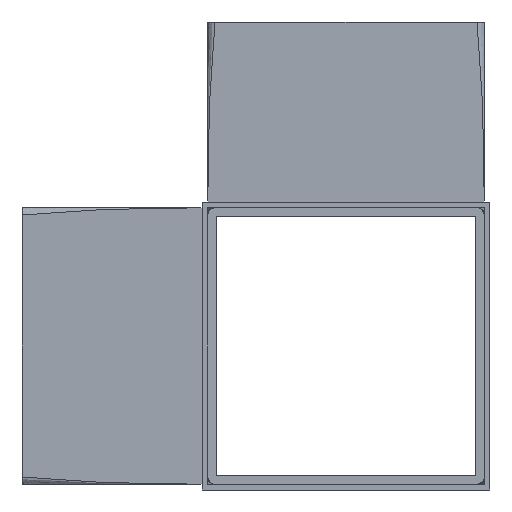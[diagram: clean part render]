
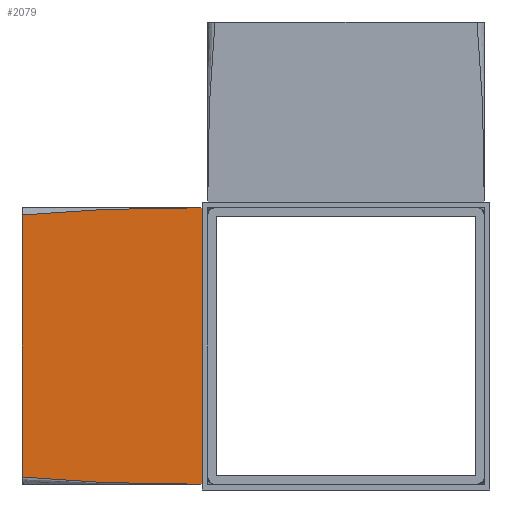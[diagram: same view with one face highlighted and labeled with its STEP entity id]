
A CAD part, left-side view. The second image highlights one B-rep face of the part: STEP entity #2079.
In plain terms, the highlighted planar face has unit normal (-1, 0, 0).
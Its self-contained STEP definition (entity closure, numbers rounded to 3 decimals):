
#2 = EDGE_LOOP ( 'NONE', ( #1740, #1797, #96, #1720 ) ) ;
#13 = EDGE_CURVE ( 'NONE', #153, #1827, #1919, .T. ) ;
#96 = ORIENTED_EDGE ( 'NONE', *, *, #381, .T. ) ;
#153 = VERTEX_POINT ( 'NONE', #2024 ) ;
#223 = PLANE ( 'NONE',  #1630 ) ;
#240 = CARTESIAN_POINT ( 'NONE',  ( -19.2, 52.5, -19. ) ) ;
#374 = B_SPLINE_CURVE_WITH_KNOTS ( 'NONE', 3,
 ( #1416, #1736, #1409, #240, #1391, #2072, #1231 ),
 .UNSPECIFIED., .F., .F.,
 ( 4, 3, 4 ),
 ( 0., 0.013, 0.025 ),
 .UNSPECIFIED. ) ;
#381 = EDGE_CURVE ( 'NONE', #1988, #153, #1031, .T. ) ;
#386 = VECTOR ( 'NONE', #1679, 1000. ) ;
#457 = VECTOR ( 'NONE', #1671, 1000. ) ;
#555 = CARTESIAN_POINT ( 'NONE',  ( -19.2, 40., 19.2 ) ) ;
#742 = CARTESIAN_POINT ( 'NONE',  ( -19.2, 65., -18.2 ) ) ;
#820 = CARTESIAN_POINT ( 'NONE',  ( -19.2, 65., 18.2 ) ) ;
#863 = CARTESIAN_POINT ( 'NONE',  ( -19.2, 65., -19.2 ) ) ;
#893 = CARTESIAN_POINT ( 'NONE',  ( -19.2, 44.167, 19.133 ) ) ;
#983 = CARTESIAN_POINT ( 'NONE',  ( -19.2, 40., -19.2 ) ) ;
#1011 = CARTESIAN_POINT ( 'NONE',  ( -19.2, 60.833, 18.2 ) ) ;
#1031 = LINE ( 'NONE', #1699, #386 ) ;
#1036 = CARTESIAN_POINT ( 'NONE',  ( -19.2, 52.5, 19. ) ) ;
#1187 = LINE ( 'NONE', #1692, #457 ) ;
#1231 = CARTESIAN_POINT ( 'NONE',  ( -19.2, 40., -19.2 ) ) ;
#1347 = CARTESIAN_POINT ( 'NONE',  ( -19.2, 48.333, 19.067 ) ) ;
#1391 = CARTESIAN_POINT ( 'NONE',  ( -19.2, 48.333, -19.067 ) ) ;
#1409 = CARTESIAN_POINT ( 'NONE',  ( -19.2, 56.667, -18.933 ) ) ;
#1416 = CARTESIAN_POINT ( 'NONE',  ( -19.2, 65., -18.2 ) ) ;
#1497 = CARTESIAN_POINT ( 'NONE',  ( -19.2, 65., 18.2 ) ) ;
#1505 = DIRECTION ( 'NONE',  ( 0., 0., -1. ) ) ;
#1537 = DIRECTION ( 'NONE',  ( 1., 0., 0. ) ) ;
#1592 = EDGE_CURVE ( 'NONE', #2124, #1988, #374, .T. ) ;
#1630 = AXIS2_PLACEMENT_3D ( 'NONE', #863, #1537, #1505 ) ;
#1671 = DIRECTION ( 'NONE',  ( 0., 0., 1. ) ) ;
#1679 = DIRECTION ( 'NONE',  ( 0., 0., 1. ) ) ;
#1692 = CARTESIAN_POINT ( 'NONE',  ( -19.2, 65., -19.2 ) ) ;
#1699 = CARTESIAN_POINT ( 'NONE',  ( -19.2, 40., -19.2 ) ) ;
#1720 = ORIENTED_EDGE ( 'NONE', *, *, #13, .T. ) ;
#1736 = CARTESIAN_POINT ( 'NONE',  ( -19.2, 60.833, -18.2 ) ) ;
#1740 = ORIENTED_EDGE ( 'NONE', *, *, #1889, .F. ) ;
#1779 = CARTESIAN_POINT ( 'NONE',  ( -19.2, 56.667, 18.933 ) ) ;
#1797 = ORIENTED_EDGE ( 'NONE', *, *, #1592, .T. ) ;
#1827 = VERTEX_POINT ( 'NONE', #1497 ) ;
#1828 = FACE_OUTER_BOUND ( 'NONE', #2, .T. ) ;
#1889 = EDGE_CURVE ( 'NONE', #2124, #1827, #1187, .T. ) ;
#1919 = B_SPLINE_CURVE_WITH_KNOTS ( 'NONE', 3,
 ( #555, #893, #1347, #1036, #1779, #1011, #820 ),
 .UNSPECIFIED., .F., .F.,
 ( 4, 3, 4 ),
 ( -0.05, -0.038, -0.025 ),
 .UNSPECIFIED. ) ;
#1988 = VERTEX_POINT ( 'NONE', #983 ) ;
#2024 = CARTESIAN_POINT ( 'NONE',  ( -19.2, 40., 19.2 ) ) ;
#2072 = CARTESIAN_POINT ( 'NONE',  ( -19.2, 44.167, -19.133 ) ) ;
#2079 = ADVANCED_FACE ( 'NONE', ( #1828 ), #223, .F. ) ;
#2124 = VERTEX_POINT ( 'NONE', #742 ) ;
